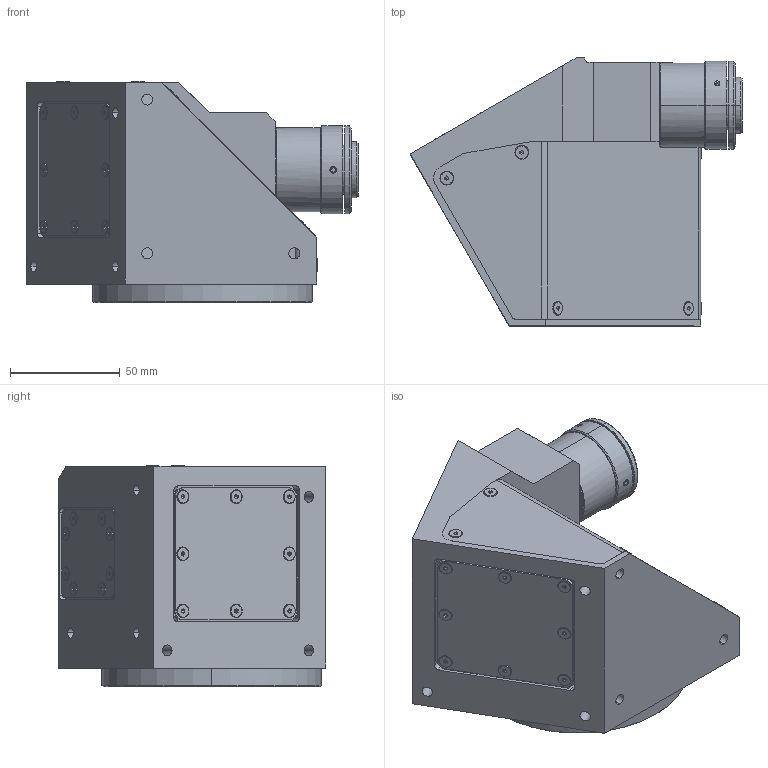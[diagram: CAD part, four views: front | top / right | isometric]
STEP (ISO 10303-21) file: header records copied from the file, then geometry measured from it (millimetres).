
FILE_DESCRIPTION (( 'STEP AP203' ), '1' );
FILE_NAME ('DP23940_TCCR23064.step', '2021-10-15T10:57:42', ( '' ), ( '' ), 'SwSTEP 2.0', 'SolidWorks 2021', '' );
FILE_SCHEMA (( 'CONFIG_CONTROL_DESIGN' ));
Length unit declared in the file: millimetre
Products named in the file (1): DP23940_TCCR23064
Bounding box: 151.21 x 122 x 100.82 mm (x, y, z)
Surface area: 83154.4 mm2 (no closed solid volume)
Topology: 0 solids, 54 shells, 407 faces, 1332 edges, 926 vertices
Faces by surface type: plane 189, cylinder 110, cone 106, sphere 2
Entity records: 14385 total; most frequent: CARTESIAN_POINT 2748, DIRECTION 2548, ORIENTED_EDGE 1959, EDGE_CURVE 1288, VERTEX_POINT 926, AXIS2_PLACEMENT_3D 862, LINE 824, VECTOR 824
